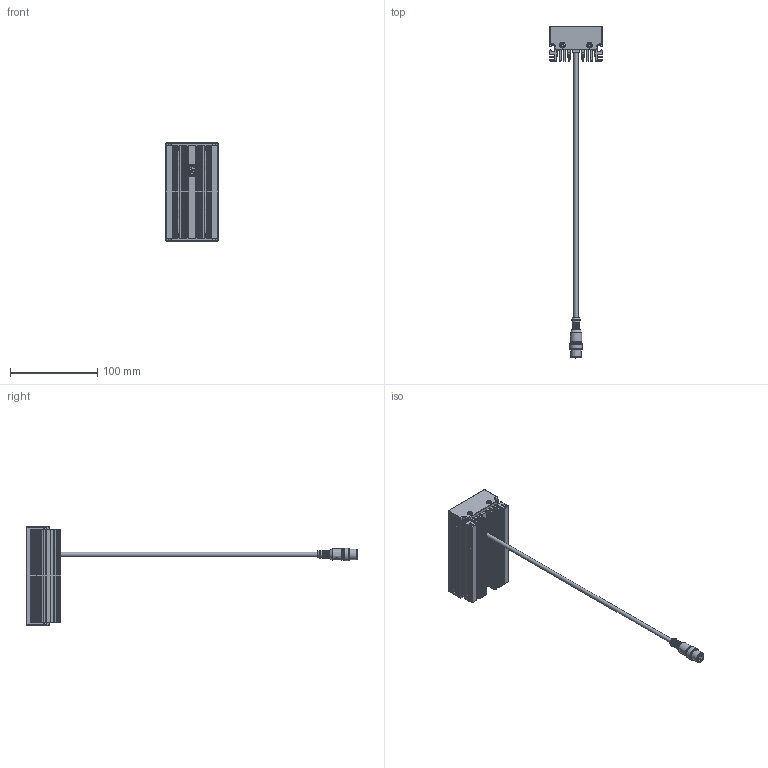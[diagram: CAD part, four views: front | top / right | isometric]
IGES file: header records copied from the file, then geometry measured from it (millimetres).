
Global section: file name: BEK-A100-GxT-K-BS; native system: Autodesk Inventor 2015; preprocessor: unknown; author: lck; date: 20150722.090806; units: millimetre
Bounding box: 60 x 380.5 x 113 mm (x, y, z)
Volume: 209205.7 mm3; surface area: 76996.7 mm2
Topology: 1 solids, 1 shells, 1382 faces, 4069 edges, 2701 vertices
Faces by surface type: bspline 1382
